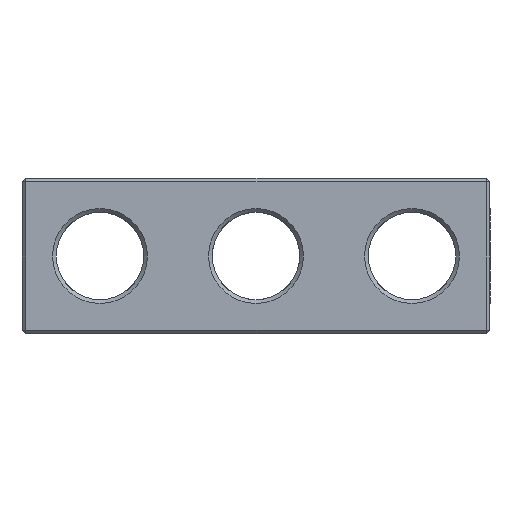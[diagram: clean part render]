
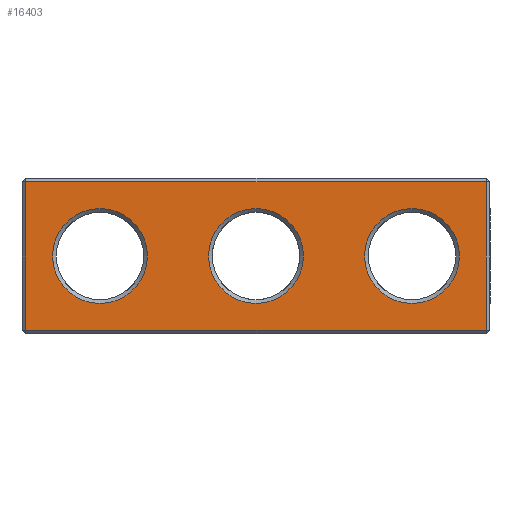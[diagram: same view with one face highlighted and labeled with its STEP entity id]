
A CAD part, front view. The second image highlights one B-rep face of the part: STEP entity #16403.
In plain terms, the highlighted planar face has unit normal (0, -1, 0).
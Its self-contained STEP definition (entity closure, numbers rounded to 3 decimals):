
#1653 = PLANE('',#1654);
#1654 = AXIS2_PLACEMENT_3D('',#1655,#1656,#1657);
#1655 = CARTESIAN_POINT('',(-18.75,-6.1,0.15));
#1656 = DIRECTION('',(0.,0.707,0.707));
#1657 = DIRECTION('',(1.,0.,0.));
#2281 = PLANE('',#2282);
#2282 = AXIS2_PLACEMENT_3D('',#2283,#2284,#2285);
#2283 = CARTESIAN_POINT('',(-18.75,-6.1,12.35));
#2284 = DIRECTION('',(0.,-0.707,0.707));
#2285 = DIRECTION('',(1.,0.,0.));
#5910 = PLANE('',#5911);
#5911 = AXIS2_PLACEMENT_3D('',#5912,#5913,#5914);
#5912 = CARTESIAN_POINT('',(-18.6,-6.1,0.));
#5913 = DIRECTION('',(-0.707,-0.707,0.));
#5914 = DIRECTION('',(0.,0.,1.));
#6272 = VERTEX_POINT('',#6273);
#6273 = CARTESIAN_POINT('',(-18.45,-6.25,0.3));
#6299 = EDGE_CURVE('',#6272,#6300,#6302,.T.);
#6300 = VERTEX_POINT('',#6301);
#6301 = CARTESIAN_POINT('',(18.45,-6.25,0.3));
#6302 = SURFACE_CURVE('',#6303,(#6307,#6314),.PCURVE_S1.);
#6303 = LINE('',#6304,#6305);
#6304 = CARTESIAN_POINT('',(-18.75,-6.25,0.3));
#6305 = VECTOR('',#6306,1.);
#6306 = DIRECTION('',(1.,0.,0.));
#6307 = PCURVE('',#1653,#6308);
#6308 = DEFINITIONAL_REPRESENTATION('',(#6309),#6313);
#6309 = LINE('',#6310,#6311);
#6310 = CARTESIAN_POINT('',(0.,-0.212));
#6311 = VECTOR('',#6312,1.);
#6312 = DIRECTION('',(1.,0.));
#6313 = ( GEOMETRIC_REPRESENTATION_CONTEXT(2) 
PARAMETRIC_REPRESENTATION_CONTEXT() REPRESENTATION_CONTEXT('2D SPACE',''
  ) );
#6314 = PCURVE('',#6315,#6320);
#6315 = PLANE('',#6316);
#6316 = AXIS2_PLACEMENT_3D('',#6317,#6318,#6319);
#6317 = CARTESIAN_POINT('',(-18.75,-6.25,0.));
#6318 = DIRECTION('',(0.,1.,0.));
#6319 = DIRECTION('',(1.,0.,0.));
#6320 = DEFINITIONAL_REPRESENTATION('',(#6321),#6325);
#6321 = LINE('',#6322,#6323);
#6322 = CARTESIAN_POINT('',(0.,-0.3));
#6323 = VECTOR('',#6324,1.);
#6324 = DIRECTION('',(1.,0.));
#6325 = ( GEOMETRIC_REPRESENTATION_CONTEXT(2) 
PARAMETRIC_REPRESENTATION_CONTEXT() REPRESENTATION_CONTEXT('2D SPACE',''
  ) );
#7369 = VERTEX_POINT('',#7370);
#7370 = CARTESIAN_POINT('',(-18.45,-6.25,12.2));
#7396 = EDGE_CURVE('',#7369,#7397,#7399,.T.);
#7397 = VERTEX_POINT('',#7398);
#7398 = CARTESIAN_POINT('',(18.45,-6.25,12.2));
#7399 = SURFACE_CURVE('',#7400,(#7404,#7411),.PCURVE_S1.);
#7400 = LINE('',#7401,#7402);
#7401 = CARTESIAN_POINT('',(-18.75,-6.25,12.2));
#7402 = VECTOR('',#7403,1.);
#7403 = DIRECTION('',(1.,0.,0.));
#7404 = PCURVE('',#2281,#7405);
#7405 = DEFINITIONAL_REPRESENTATION('',(#7406),#7410);
#7406 = LINE('',#7407,#7408);
#7407 = CARTESIAN_POINT('',(0.,-0.212));
#7408 = VECTOR('',#7409,1.);
#7409 = DIRECTION('',(1.,0.));
#7410 = ( GEOMETRIC_REPRESENTATION_CONTEXT(2) 
PARAMETRIC_REPRESENTATION_CONTEXT() REPRESENTATION_CONTEXT('2D SPACE',''
  ) );
#7411 = PCURVE('',#6315,#7412);
#7412 = DEFINITIONAL_REPRESENTATION('',(#7413),#7417);
#7413 = LINE('',#7414,#7415);
#7414 = CARTESIAN_POINT('',(0.,-12.2));
#7415 = VECTOR('',#7416,1.);
#7416 = DIRECTION('',(1.,0.));
#7417 = ( GEOMETRIC_REPRESENTATION_CONTEXT(2) 
PARAMETRIC_REPRESENTATION_CONTEXT() REPRESENTATION_CONTEXT('2D SPACE',''
  ) );
#15369 = EDGE_CURVE('',#6272,#7369,#15370,.T.);
#15370 = SURFACE_CURVE('',#15371,(#15375,#15382),.PCURVE_S1.);
#15371 = LINE('',#15372,#15373);
#15372 = CARTESIAN_POINT('',(-18.45,-6.25,0.));
#15373 = VECTOR('',#15374,1.);
#15374 = DIRECTION('',(0.,0.,1.));
#15375 = PCURVE('',#5910,#15376);
#15376 = DEFINITIONAL_REPRESENTATION('',(#15377),#15381);
#15377 = LINE('',#15378,#15379);
#15378 = CARTESIAN_POINT('',(0.,-0.212));
#15379 = VECTOR('',#15380,1.);
#15380 = DIRECTION('',(1.,0.));
#15381 = ( GEOMETRIC_REPRESENTATION_CONTEXT(2) 
PARAMETRIC_REPRESENTATION_CONTEXT() REPRESENTATION_CONTEXT('2D SPACE',''
  ) );
#15382 = PCURVE('',#6315,#15383);
#15383 = DEFINITIONAL_REPRESENTATION('',(#15384),#15388);
#15384 = LINE('',#15385,#15386);
#15385 = CARTESIAN_POINT('',(0.3,0.));
#15386 = VECTOR('',#15387,1.);
#15387 = DIRECTION('',(0.,-1.));
#15388 = ( GEOMETRIC_REPRESENTATION_CONTEXT(2) 
PARAMETRIC_REPRESENTATION_CONTEXT() REPRESENTATION_CONTEXT('2D SPACE',''
  ) );
#16403 = ADVANCED_FACE('',(#16404,#16435,#16466,#16497),#6315,.F.);
#16404 = FACE_BOUND('',#16405,.F.);
#16405 = EDGE_LOOP('',(#16406,#16407,#16408,#16434));
#16406 = ORIENTED_EDGE('',*,*,#15369,.T.);
#16407 = ORIENTED_EDGE('',*,*,#7396,.T.);
#16408 = ORIENTED_EDGE('',*,*,#16409,.F.);
#16409 = EDGE_CURVE('',#6300,#7397,#16410,.T.);
#16410 = SURFACE_CURVE('',#16411,(#16415,#16422),.PCURVE_S1.);
#16411 = LINE('',#16412,#16413);
#16412 = CARTESIAN_POINT('',(18.45,-6.25,0.));
#16413 = VECTOR('',#16414,1.);
#16414 = DIRECTION('',(0.,0.,1.));
#16415 = PCURVE('',#6315,#16416);
#16416 = DEFINITIONAL_REPRESENTATION('',(#16417),#16421);
#16417 = LINE('',#16418,#16419);
#16418 = CARTESIAN_POINT('',(37.2,0.));
#16419 = VECTOR('',#16420,1.);
#16420 = DIRECTION('',(0.,-1.));
#16421 = ( GEOMETRIC_REPRESENTATION_CONTEXT(2) 
PARAMETRIC_REPRESENTATION_CONTEXT() REPRESENTATION_CONTEXT('2D SPACE',''
  ) );
#16422 = PCURVE('',#16423,#16428);
#16423 = PLANE('',#16424);
#16424 = AXIS2_PLACEMENT_3D('',#16425,#16426,#16427);
#16425 = CARTESIAN_POINT('',(18.6,-6.1,0.));
#16426 = DIRECTION('',(0.707,-0.707,0.));
#16427 = DIRECTION('',(0.,0.,1.));
#16428 = DEFINITIONAL_REPRESENTATION('',(#16429),#16433);
#16429 = LINE('',#16430,#16431);
#16430 = CARTESIAN_POINT('',(0.,0.212));
#16431 = VECTOR('',#16432,1.);
#16432 = DIRECTION('',(1.,0.));
#16433 = ( GEOMETRIC_REPRESENTATION_CONTEXT(2) 
PARAMETRIC_REPRESENTATION_CONTEXT() REPRESENTATION_CONTEXT('2D SPACE',''
  ) );
#16434 = ORIENTED_EDGE('',*,*,#6299,.F.);
#16435 = FACE_BOUND('',#16436,.F.);
#16436 = EDGE_LOOP('',(#16437));
#16437 = ORIENTED_EDGE('',*,*,#16438,.F.);
#16438 = EDGE_CURVE('',#16439,#16439,#16441,.T.);
#16439 = VERTEX_POINT('',#16440);
#16440 = CARTESIAN_POINT('',(0.,-6.25,2.45));
#16441 = SURFACE_CURVE('',#16442,(#16447,#16454),.PCURVE_S1.);
#16442 = CIRCLE('',#16443,3.8);
#16443 = AXIS2_PLACEMENT_3D('',#16444,#16445,#16446);
#16444 = CARTESIAN_POINT('',(0.,-6.25,6.25));
#16445 = DIRECTION('',(0.,1.,0.));
#16446 = DIRECTION('',(0.,0.,-1.));
#16447 = PCURVE('',#6315,#16448);
#16448 = DEFINITIONAL_REPRESENTATION('',(#16449),#16453);
#16449 = CIRCLE('',#16450,3.8);
#16450 = AXIS2_PLACEMENT_2D('',#16451,#16452);
#16451 = CARTESIAN_POINT('',(18.75,-6.25));
#16452 = DIRECTION('',(0.,1.));
#16453 = ( GEOMETRIC_REPRESENTATION_CONTEXT(2) 
PARAMETRIC_REPRESENTATION_CONTEXT() REPRESENTATION_CONTEXT('2D SPACE',''
  ) );
#16454 = PCURVE('',#16455,#16460);
#16455 = CONICAL_SURFACE('',#16456,3.8,0.785);
#16456 = AXIS2_PLACEMENT_3D('',#16457,#16458,#16459);
#16457 = CARTESIAN_POINT('',(0.,-6.25,6.25));
#16458 = DIRECTION('',(0.,-1.,0.));
#16459 = DIRECTION('',(0.,0.,-1.));
#16460 = DEFINITIONAL_REPRESENTATION('',(#16461),#16465);
#16461 = LINE('',#16462,#16463);
#16462 = CARTESIAN_POINT('',(-0.,-0.));
#16463 = VECTOR('',#16464,1.);
#16464 = DIRECTION('',(-1.,-0.));
#16465 = ( GEOMETRIC_REPRESENTATION_CONTEXT(2) 
PARAMETRIC_REPRESENTATION_CONTEXT() REPRESENTATION_CONTEXT('2D SPACE',''
  ) );
#16466 = FACE_BOUND('',#16467,.F.);
#16467 = EDGE_LOOP('',(#16468));
#16468 = ORIENTED_EDGE('',*,*,#16469,.F.);
#16469 = EDGE_CURVE('',#16470,#16470,#16472,.T.);
#16470 = VERTEX_POINT('',#16471);
#16471 = CARTESIAN_POINT('',(-16.3,-6.25,6.25));
#16472 = SURFACE_CURVE('',#16473,(#16478,#16485),.PCURVE_S1.);
#16473 = CIRCLE('',#16474,3.8);
#16474 = AXIS2_PLACEMENT_3D('',#16475,#16476,#16477);
#16475 = CARTESIAN_POINT('',(-12.5,-6.25,6.25));
#16476 = DIRECTION('',(0.,1.,0.));
#16477 = DIRECTION('',(-1.,0.,0.));
#16478 = PCURVE('',#6315,#16479);
#16479 = DEFINITIONAL_REPRESENTATION('',(#16480),#16484);
#16480 = CIRCLE('',#16481,3.8);
#16481 = AXIS2_PLACEMENT_2D('',#16482,#16483);
#16482 = CARTESIAN_POINT('',(6.25,-6.25));
#16483 = DIRECTION('',(-1.,0.));
#16484 = ( GEOMETRIC_REPRESENTATION_CONTEXT(2) 
PARAMETRIC_REPRESENTATION_CONTEXT() REPRESENTATION_CONTEXT('2D SPACE',''
  ) );
#16485 = PCURVE('',#16486,#16491);
#16486 = CONICAL_SURFACE('',#16487,3.5,0.785);
#16487 = AXIS2_PLACEMENT_3D('',#16488,#16489,#16490);
#16488 = CARTESIAN_POINT('',(-12.5,-5.95,6.25));
#16489 = DIRECTION('',(0.,-1.,0.));
#16490 = DIRECTION('',(-1.,0.,0.));
#16491 = DEFINITIONAL_REPRESENTATION('',(#16492),#16496);
#16492 = LINE('',#16493,#16494);
#16493 = CARTESIAN_POINT('',(-0.,0.3));
#16494 = VECTOR('',#16495,1.);
#16495 = DIRECTION('',(-1.,0.));
#16496 = ( GEOMETRIC_REPRESENTATION_CONTEXT(2) 
PARAMETRIC_REPRESENTATION_CONTEXT() REPRESENTATION_CONTEXT('2D SPACE',''
  ) );
#16497 = FACE_BOUND('',#16498,.F.);
#16498 = EDGE_LOOP('',(#16499));
#16499 = ORIENTED_EDGE('',*,*,#16500,.T.);
#16500 = EDGE_CURVE('',#16501,#16501,#16503,.T.);
#16501 = VERTEX_POINT('',#16502);
#16502 = CARTESIAN_POINT('',(16.3,-6.25,6.25));
#16503 = SURFACE_CURVE('',#16504,(#16509,#16520),.PCURVE_S1.);
#16504 = CIRCLE('',#16505,3.8);
#16505 = AXIS2_PLACEMENT_3D('',#16506,#16507,#16508);
#16506 = CARTESIAN_POINT('',(12.5,-6.25,6.25));
#16507 = DIRECTION('',(0.,-1.,0.));
#16508 = DIRECTION('',(1.,0.,0.));
#16509 = PCURVE('',#6315,#16510);
#16510 = DEFINITIONAL_REPRESENTATION('',(#16511),#16519);
#16511 = ( BOUNDED_CURVE() B_SPLINE_CURVE(2,(#16512,#16513,#16514,#16515
    ,#16516,#16517,#16518),.UNSPECIFIED.,.T.,.F.) 
B_SPLINE_CURVE_WITH_KNOTS((1,2,2,2,2,1),(-2.094,0.,
    2.094,4.189,6.283,8.378),
.UNSPECIFIED.) CURVE() GEOMETRIC_REPRESENTATION_ITEM() 
RATIONAL_B_SPLINE_CURVE((1.,0.5,1.,0.5,1.,0.5,1.)) REPRESENTATION_ITEM(
  '') );
#16512 = CARTESIAN_POINT('',(35.05,-6.25));
#16513 = CARTESIAN_POINT('',(35.05,-12.832));
#16514 = CARTESIAN_POINT('',(29.35,-9.541));
#16515 = CARTESIAN_POINT('',(23.65,-6.25));
#16516 = CARTESIAN_POINT('',(29.35,-2.959));
#16517 = CARTESIAN_POINT('',(35.05,0.332));
#16518 = CARTESIAN_POINT('',(35.05,-6.25));
#16519 = ( GEOMETRIC_REPRESENTATION_CONTEXT(2) 
PARAMETRIC_REPRESENTATION_CONTEXT() REPRESENTATION_CONTEXT('2D SPACE',''
  ) );
#16520 = PCURVE('',#16521,#16526);
#16521 = CONICAL_SURFACE('',#16522,3.5,0.785);
#16522 = AXIS2_PLACEMENT_3D('',#16523,#16524,#16525);
#16523 = CARTESIAN_POINT('',(12.5,-5.95,6.25));
#16524 = DIRECTION('',(0.,-1.,0.));
#16525 = DIRECTION('',(1.,0.,0.));
#16526 = DEFINITIONAL_REPRESENTATION('',(#16527),#16531);
#16527 = LINE('',#16528,#16529);
#16528 = CARTESIAN_POINT('',(0.,0.3));
#16529 = VECTOR('',#16530,1.);
#16530 = DIRECTION('',(1.,0.));
#16531 = ( GEOMETRIC_REPRESENTATION_CONTEXT(2) 
PARAMETRIC_REPRESENTATION_CONTEXT() REPRESENTATION_CONTEXT('2D SPACE',''
  ) );
